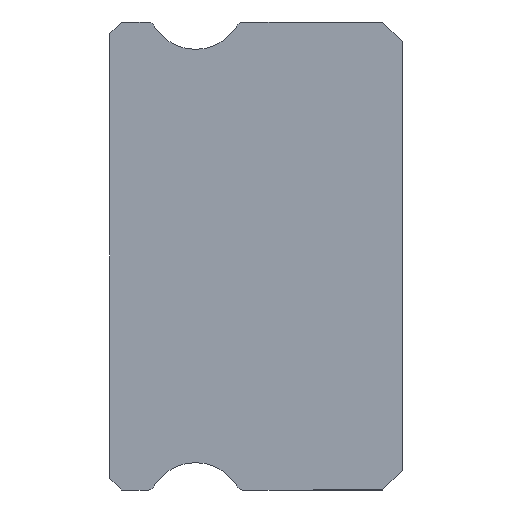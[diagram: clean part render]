
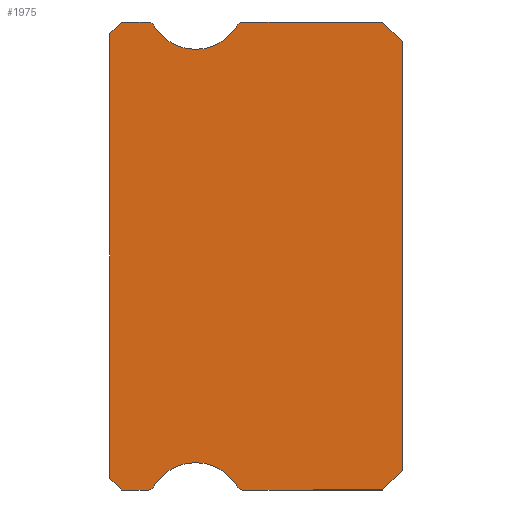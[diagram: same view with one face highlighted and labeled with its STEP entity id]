
A CAD part, left-side view. The second image highlights one B-rep face of the part: STEP entity #1975.
In plain terms, the highlighted planar face has unit normal (-1, 0, 0).
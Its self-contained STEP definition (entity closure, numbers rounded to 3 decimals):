
#53 = ORIENTED_EDGE ( 'NONE', *, *, #447, .F. ) ;
#92 = CARTESIAN_POINT ( 'NONE',  ( -7.5, 0., -5.5 ) ) ;
#112 = VERTEX_POINT ( 'NONE', #3318 ) ;
#128 = DIRECTION ( 'NONE',  ( 0., -0.707, -0.707 ) ) ;
#151 = DIRECTION ( 'NONE',  ( 1., 0., 0. ) ) ;
#184 = CARTESIAN_POINT ( 'NONE',  ( -7.5, 4.088, 5.85 ) ) ;
#188 = CARTESIAN_POINT ( 'NONE',  ( -7.5, 7.2, 6. ) ) ;
#194 = CARTESIAN_POINT ( 'NONE',  ( -7.5, 7.5, 5.85 ) ) ;
#251 = VERTEX_POINT ( 'NONE', #2159 ) ;
#255 = AXIS2_PLACEMENT_3D ( 'NONE', #3391, #3350, #568 ) ;
#264 = EDGE_CURVE ( 'NONE', #351, #251, #2802, .T. ) ;
#272 = LINE ( 'NONE', #3454, #2889 ) ;
#332 = VERTEX_POINT ( 'NONE', #2796 ) ;
#340 = ORIENTED_EDGE ( 'NONE', *, *, #1313, .F. ) ;
#351 = VERTEX_POINT ( 'NONE', #552 ) ;
#361 = CARTESIAN_POINT ( 'NONE',  ( -7.5, 0.5, 6. ) ) ;
#447 = EDGE_CURVE ( 'NONE', #3504, #3057, #1352, .T. ) ;
#480 = EDGE_CURVE ( 'NONE', #112, #332, #3683, .T. ) ;
#489 = EDGE_LOOP ( 'NONE', ( #1926, #2003, #3368, #856, #1023, #608, #2258, #3768, #4000, #496, #3233, #53, #3695, #1347, #1088, #340, #3954 ) ) ;
#496 = ORIENTED_EDGE ( 'NONE', *, *, #3483, .T. ) ;
#551 = DIRECTION ( 'NONE',  ( 0., 0., -1. ) ) ;
#552 = CARTESIAN_POINT ( 'NONE',  ( -7.5, 7.2, -6. ) ) ;
#566 = EDGE_CURVE ( 'NONE', #1859, #674, #1659, .T. ) ;
#568 = DIRECTION ( 'NONE',  ( 0., 0., -1. ) ) ;
#608 = ORIENTED_EDGE ( 'NONE', *, *, #2187, .F. ) ;
#674 = VERTEX_POINT ( 'NONE', #3914 ) ;
#714 = DIRECTION ( 'NONE',  ( 0., 0., -1. ) ) ;
#733 = CARTESIAN_POINT ( 'NONE',  ( -7.5, 4.217, 5.925 ) ) ;
#835 = VECTOR ( 'NONE', #1169, 1000. ) ;
#850 = DIRECTION ( 'NONE',  ( -1., 0., 0. ) ) ;
#856 = ORIENTED_EDGE ( 'NONE', *, *, #264, .T. ) ;
#878 = DIRECTION ( 'NONE',  ( 0., 0., 1. ) ) ;
#912 = CARTESIAN_POINT ( 'NONE',  ( -7.5, 4.088, 6. ) ) ;
#970 = AXIS2_PLACEMENT_3D ( 'NONE', #2978, #2992, #714 ) ;
#986 = AXIS2_PLACEMENT_3D ( 'NONE', #2415, #3662, #551 ) ;
#1023 = ORIENTED_EDGE ( 'NONE', *, *, #2546, .F. ) ;
#1035 = CARTESIAN_POINT ( 'NONE',  ( -7.5, 6.512, -5.85 ) ) ;
#1055 = EDGE_CURVE ( 'NONE', #3250, #1599, #2592, .T. ) ;
#1063 = FACE_OUTER_BOUND ( 'NONE', #489, .T. ) ;
#1070 = LINE ( 'NONE', #2343, #2929 ) ;
#1072 = AXIS2_PLACEMENT_3D ( 'NONE', #184, #3355, #1452 ) ;
#1084 = DIRECTION ( 'NONE',  ( 1., 0., 0. ) ) ;
#1088 = ORIENTED_EDGE ( 'NONE', *, *, #566, .F. ) ;
#1135 = LINE ( 'NONE', #3383, #1550 ) ;
#1147 = EDGE_CURVE ( 'NONE', #112, #351, #1508, .T. ) ;
#1169 = DIRECTION ( 'NONE',  ( 0., -0.707, -0.707 ) ) ;
#1201 = DIRECTION ( 'NONE',  ( 0., -1., 0. ) ) ;
#1242 = AXIS2_PLACEMENT_3D ( 'NONE', #1371, #3828, #2645 ) ;
#1282 = AXIS2_PLACEMENT_3D ( 'NONE', #2352, #1084, #2372 ) ;
#1297 = VERTEX_POINT ( 'NONE', #733 ) ;
#1313 = EDGE_CURVE ( 'NONE', #3588, #1859, #2433, .T. ) ;
#1347 = ORIENTED_EDGE ( 'NONE', *, *, #2926, .F. ) ;
#1352 = LINE ( 'NONE', #2534, #3497 ) ;
#1371 = CARTESIAN_POINT ( 'NONE',  ( -7.5, 5.3, 6.55 ) ) ;
#1409 = CARTESIAN_POINT ( 'NONE',  ( -7.5, 6.512, 6. ) ) ;
#1452 = DIRECTION ( 'NONE',  ( 0., 0., -1. ) ) ;
#1479 = CIRCLE ( 'NONE', #3584, 1.25 ) ;
#1488 = CARTESIAN_POINT ( 'NONE',  ( -7.5, 7.2, -6. ) ) ;
#1508 = LINE ( 'NONE', #1488, #835 ) ;
#1550 = VECTOR ( 'NONE', #3993, 1000. ) ;
#1592 = VECTOR ( 'NONE', #878, 1000. ) ;
#1599 = VERTEX_POINT ( 'NONE', #3538 ) ;
#1659 = CIRCLE ( 'NONE', #986, 1.25 ) ;
#1695 = VERTEX_POINT ( 'NONE', #3610 ) ;
#1746 = CARTESIAN_POINT ( 'NONE',  ( -7.5, 5.3, -6.55 ) ) ;
#1763 = EDGE_CURVE ( 'NONE', #2231, #332, #1070, .T. ) ;
#1797 = DIRECTION ( 'NONE',  ( 0., 0.707, -0.707 ) ) ;
#1859 = VERTEX_POINT ( 'NONE', #2599 ) ;
#1869 = CIRCLE ( 'NONE', #1072, 0.15 ) ;
#1926 = ORIENTED_EDGE ( 'NONE', *, *, #1763, .T. ) ;
#1972 = LINE ( 'NONE', #2610, #3603 ) ;
#1975 = ADVANCED_FACE ( 'NONE', ( #1063 ), #2318, .F. ) ;
#1977 = CARTESIAN_POINT ( 'NONE',  ( -7.5, 0., 5.5 ) ) ;
#2003 = ORIENTED_EDGE ( 'NONE', *, *, #480, .F. ) ;
#2032 = DIRECTION ( 'NONE',  ( 0., 1., 0. ) ) ;
#2076 = CARTESIAN_POINT ( 'NONE',  ( -7.5, 0., -5.5 ) ) ;
#2153 = EDGE_CURVE ( 'NONE', #2855, #3250, #1135, .T. ) ;
#2159 = CARTESIAN_POINT ( 'NONE',  ( -7.5, 6.512, -6. ) ) ;
#2187 = EDGE_CURVE ( 'NONE', #1599, #1695, #1479, .T. ) ;
#2231 = VERTEX_POINT ( 'NONE', #188 ) ;
#2258 = ORIENTED_EDGE ( 'NONE', *, *, #1055, .F. ) ;
#2318 = PLANE ( 'NONE',  #1282 ) ;
#2337 = CIRCLE ( 'NONE', #2391, 0.15 ) ;
#2343 = CARTESIAN_POINT ( 'NONE',  ( -7.5, 7.5, 5.7 ) ) ;
#2352 = CARTESIAN_POINT ( 'NONE',  ( -7.5, 6.512, 5.85 ) ) ;
#2372 = DIRECTION ( 'NONE',  ( 0., 0., -1. ) ) ;
#2391 = AXIS2_PLACEMENT_3D ( 'NONE', #1035, #151, #2615 ) ;
#2415 = CARTESIAN_POINT ( 'NONE',  ( -7.5, 5.3, 6.55 ) ) ;
#2419 = DIRECTION ( 'NONE',  ( 0., 0.707, -0.707 ) ) ;
#2433 = CIRCLE ( 'NONE', #970, 0.15 ) ;
#2482 = VERTEX_POINT ( 'NONE', #1977 ) ;
#2526 = VERTEX_POINT ( 'NONE', #92 ) ;
#2534 = CARTESIAN_POINT ( 'NONE',  ( -7.5, 6.512, 6. ) ) ;
#2546 = EDGE_CURVE ( 'NONE', #1695, #251, #2337, .T. ) ;
#2592 = CIRCLE ( 'NONE', #255, 0.15 ) ;
#2599 = CARTESIAN_POINT ( 'NONE',  ( -7.5, 6.383, 5.925 ) ) ;
#2610 = CARTESIAN_POINT ( 'NONE',  ( -7.5, 7.2, 6. ) ) ;
#2615 = DIRECTION ( 'NONE',  ( 0., 0., -1. ) ) ;
#2630 = DIRECTION ( 'NONE',  ( 0., -1., 0. ) ) ;
#2645 = DIRECTION ( 'NONE',  ( 0., 0., -1. ) ) ;
#2682 = EDGE_CURVE ( 'NONE', #1297, #3504, #1869, .T. ) ;
#2796 = CARTESIAN_POINT ( 'NONE',  ( -7.5, 7.5, 5.7 ) ) ;
#2802 = LINE ( 'NONE', #3379, #3747 ) ;
#2855 = VERTEX_POINT ( 'NONE', #2920 ) ;
#2889 = VECTOR ( 'NONE', #3732, 1000. ) ;
#2900 = EDGE_CURVE ( 'NONE', #3057, #2482, #2962, .T. ) ;
#2920 = CARTESIAN_POINT ( 'NONE',  ( -7.5, 0.5, -6. ) ) ;
#2926 = EDGE_CURVE ( 'NONE', #674, #1297, #3406, .T. ) ;
#2929 = VECTOR ( 'NONE', #2419, 1000. ) ;
#2962 = LINE ( 'NONE', #3196, #3671 ) ;
#2964 = CARTESIAN_POINT ( 'NONE',  ( -7.5, 4.088, -6. ) ) ;
#2978 = CARTESIAN_POINT ( 'NONE',  ( -7.5, 6.512, 5.85 ) ) ;
#2992 = DIRECTION ( 'NONE',  ( 1., 0., 0. ) ) ;
#3002 = DIRECTION ( 'NONE',  ( 0., 0., -1. ) ) ;
#3057 = VERTEX_POINT ( 'NONE', #361 ) ;
#3106 = VECTOR ( 'NONE', #1797, 1000. ) ;
#3196 = CARTESIAN_POINT ( 'NONE',  ( -7.5, 0.5, 6. ) ) ;
#3233 = ORIENTED_EDGE ( 'NONE', *, *, #2900, .F. ) ;
#3250 = VERTEX_POINT ( 'NONE', #2964 ) ;
#3318 = CARTESIAN_POINT ( 'NONE',  ( -7.5, 7.5, -5.7 ) ) ;
#3319 = EDGE_CURVE ( 'NONE', #3588, #2231, #1972, .T. ) ;
#3350 = DIRECTION ( 'NONE',  ( 1., 0., 0. ) ) ;
#3355 = DIRECTION ( 'NONE',  ( 1., 0., 0. ) ) ;
#3368 = ORIENTED_EDGE ( 'NONE', *, *, #1147, .T. ) ;
#3379 = CARTESIAN_POINT ( 'NONE',  ( -7.5, 6.512, -6. ) ) ;
#3383 = CARTESIAN_POINT ( 'NONE',  ( -7.5, 6.512, -6. ) ) ;
#3391 = CARTESIAN_POINT ( 'NONE',  ( -7.5, 4.088, -5.85 ) ) ;
#3398 = LINE ( 'NONE', #2076, #3106 ) ;
#3406 = CIRCLE ( 'NONE', #1242, 1.25 ) ;
#3454 = CARTESIAN_POINT ( 'NONE',  ( -7.5, 0., 5.5 ) ) ;
#3483 = EDGE_CURVE ( 'NONE', #2526, #2482, #272, .T. ) ;
#3497 = VECTOR ( 'NONE', #2630, 1000. ) ;
#3504 = VERTEX_POINT ( 'NONE', #912 ) ;
#3538 = CARTESIAN_POINT ( 'NONE',  ( -7.5, 4.217, -5.925 ) ) ;
#3584 = AXIS2_PLACEMENT_3D ( 'NONE', #1746, #850, #3002 ) ;
#3588 = VERTEX_POINT ( 'NONE', #1409 ) ;
#3603 = VECTOR ( 'NONE', #2032, 1000. ) ;
#3610 = CARTESIAN_POINT ( 'NONE',  ( -7.5, 6.383, -5.925 ) ) ;
#3662 = DIRECTION ( 'NONE',  ( -1., 0., 0. ) ) ;
#3671 = VECTOR ( 'NONE', #128, 1000. ) ;
#3683 = LINE ( 'NONE', #194, #1592 ) ;
#3695 = ORIENTED_EDGE ( 'NONE', *, *, #2682, .F. ) ;
#3732 = DIRECTION ( 'NONE',  ( 0., 0., 1. ) ) ;
#3747 = VECTOR ( 'NONE', #1201, 1000. ) ;
#3768 = ORIENTED_EDGE ( 'NONE', *, *, #2153, .F. ) ;
#3828 = DIRECTION ( 'NONE',  ( -1., 0., 0. ) ) ;
#3914 = CARTESIAN_POINT ( 'NONE',  ( -7.5, 5.3, 5.3 ) ) ;
#3954 = ORIENTED_EDGE ( 'NONE', *, *, #3319, .T. ) ;
#3981 = EDGE_CURVE ( 'NONE', #2526, #2855, #3398, .T. ) ;
#3993 = DIRECTION ( 'NONE',  ( 0., 1., 0. ) ) ;
#4000 = ORIENTED_EDGE ( 'NONE', *, *, #3981, .F. ) ;
